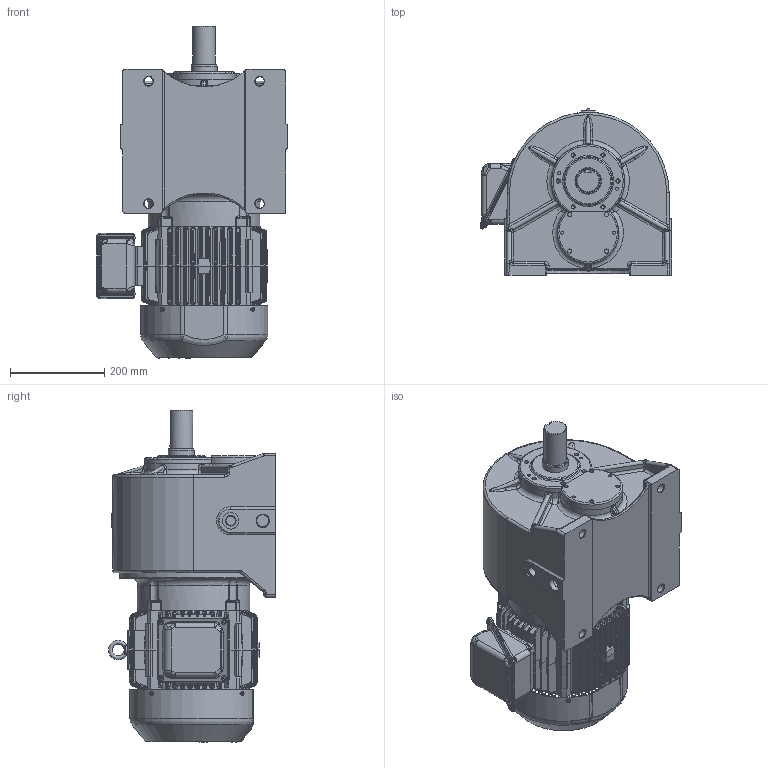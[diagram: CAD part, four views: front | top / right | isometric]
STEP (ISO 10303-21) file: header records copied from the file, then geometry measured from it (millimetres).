
FILE_DESCRIPTION(/* description */ ('Unknown'),/* implementation_level */ '2;1');
FILE_NAME(/* name */ 'EK2DO07177_F_5.5KW_R5_CUSTOMER',/* time_stamp */ '2019-06-24T10:43:39+09:00',/* author */ ('Unknown'),/* organization */ ('Unknown'),/* preprocessor_version */ 'ST-DEVELOPER v16.7',/* originating_system */ 'DEX',/* authorisation */ $);
FILE_SCHEMA (('AUTOMOTIVE_DESIGN {1 0 10303 214 3 1 1}'));
Products named in the file (19): EK2DO07177_F_5.5KW_R5_CUSTOMER; DKA0100016_DGKC0095_Casing_CUSTOMER; DKA0700004_DGKD0333; DKA0800198H001_DGKC0086(5.5~7.5KW_1_20_Motor Bracket)_CUSTOMER; DKD0300007_DGKD4101; DKD0300006_DGKD4100; 4-2 FR.132S ROUND FRAME_CUSTOMER; 1-2 FR.132S ROUND FRAME+嬴檜r; FR.132S_ROUND_DMA0300848; M10_嬴檜; 2-1 �ݺ��� �����+��켓+후드+볼트; DSMW10386_饶3; M5x8_饶靛; 3-1 FR.100~132 繹っ 欽; DSMW10140_欽濠4; DSMW10141_ī1; 陛蝶鰍_; ~FR.132 炼赋杭飘柬姼_旎る矂
Assembly tree (24 placements, depth 4):
  EK2DO07177_F_5.5KW_R5_CUSTOMER
    DKA0100016_DGKC0095_Casing_CUSTOMER
    DKA0700004_DGKD0333
    DKA0800198H001_DGKC0086(5.5~7.5KW_1_20_Motor Bracket)_CUSTOMER
    DKD0300007_DGKD4101
    DKD0300006_DGKD4100
    4-2 FR.132S ROUND FRAME_CUSTOMER
      1-2 FR.132S ROUND FRAME+嬴檜r
        FR.132S_ROUND_DMA0300848
        M10_嬴檜
      2-1 �ݺ��� �����+��켓+후드+볼트
        DSMW10386_饶3
        M5x8_饶靛  x4
      3-1 FR.100~132 繹っ 欽
        DSMW10140_欽濠4
        DSMW10141_ī1
        陛蝶鰍_
        ~FR.132 炼赋杭飘柬姼_旎る矂  x4
        陛蝶鰍_
Bounding box: 407.42 x 354.48 x 704.85 mm (x, y, z)
Volume: 38645982.9 mm3; surface area: 1795177.4 mm2
Topology: 20 solids, 20 shells, 4907 faces, 13164 edges, 8288 vertices
Faces by surface type: cylinder 1891, plane 1870, bspline 862, torus 130, cone 119, sphere 35
Full cylindrical faces by diameter (mm): 2.6 x4, 4.917 x8, 5 x8, 6 x4, 6.647 x34, 7 x12, 7.7 x1, 8 x8, 8.376 x6, 9 x15, 10 x5, 10.106 x12, 10.5 x4, 13 x6, 13.835 x2, 19 x4, 19.294 x1, 20 x1, 20.376 x2, 22 x1, 25.279 x1, 35 x1, 42 x1, 45 x1, 48 x1, 55 x1, 56 x1, 65 x1, 70 x1, 78 x1
Entity records: 161473 total; most frequent: CARTESIAN_POINT 45649, ORIENTED_EDGE 24670, DIRECTION 23139, EDGE_CURVE 12335, AXIS2_PLACEMENT_3D 8412, VERTEX_POINT 7922, LINE 6315, VECTOR 6315
